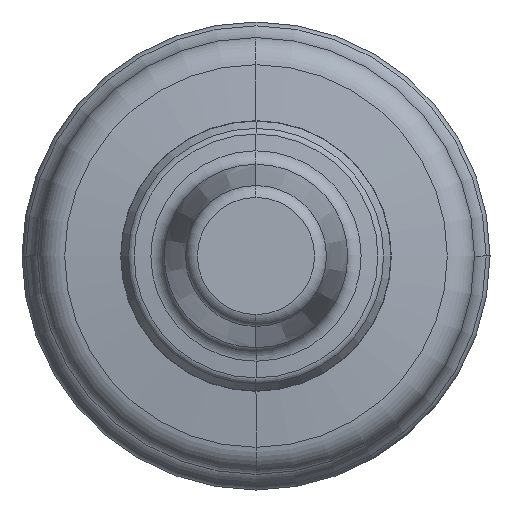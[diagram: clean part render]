
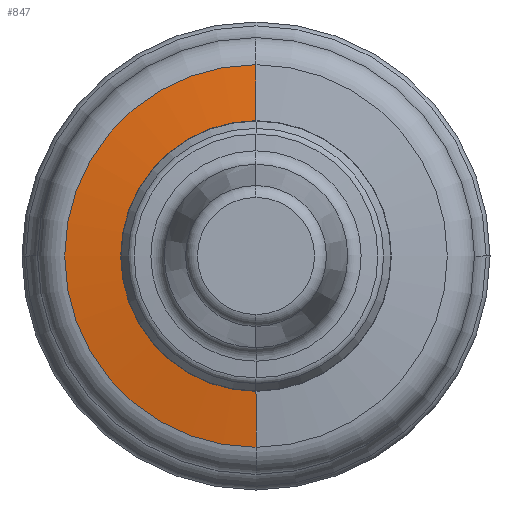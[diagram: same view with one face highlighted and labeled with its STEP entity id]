
A CAD part, front view. The second image highlights one B-rep face of the part: STEP entity #847.
In plain terms, the highlighted conical face has half-angle 82.5 degrees and reference radius 10.468 mm.
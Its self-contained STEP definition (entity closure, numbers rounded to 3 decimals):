
#205=CARTESIAN_POINT('',(0.,-95.17,0.));
#206=DIRECTION('',(0.,1.,0.));
#207=DIRECTION('',(0.,0.,-1.));
#208=AXIS2_PLACEMENT_3D('',#205,#206,#207);
#224=DIRECTION('',(0.,-0.131,-0.991));
#225=VECTOR('',#224,3.617);
#226=CARTESIAN_POINT('',(0.,-94.698,
12.261));
#227=LINE('',#226,#225);
#228=DIRECTION('',(0.,-0.131,0.991));
#229=VECTOR('',#228,3.617);
#230=CARTESIAN_POINT('',(0.,-94.698,
-12.261));
#231=LINE('',#230,#229);
#278=CARTESIAN_POINT('',(0.,-94.698,0.));
#279=DIRECTION('',(0.,-1.,0.));
#280=DIRECTION('',(0.,0.,1.));
#281=AXIS2_PLACEMENT_3D('',#278,#279,#280);
#478=CARTESIAN_POINT('',(0.,-94.698,
-12.261));
#480=VERTEX_POINT('',#478);
#482=CARTESIAN_POINT('',(0.,-94.698,
12.261));
#484=VERTEX_POINT('',#482);
#486=CARTESIAN_POINT('',(0.,-95.17,
-8.675));
#487=CARTESIAN_POINT('',(0.,-95.17,
8.675));
#488=VERTEX_POINT('',#486);
#489=VERTEX_POINT('',#487);
#833=CARTESIAN_POINT('',(0.,-94.934,0.));
#834=DIRECTION('',(0.,1.,0.));
#835=DIRECTION('',(0.,0.,1.));
#836=AXIS2_PLACEMENT_3D('',#833,#834,#835);
#837=CONICAL_SURFACE('',#836,10.468,82.5);
#838=ORIENTED_EDGE('',*,*,#801,.F.);
#840=ORIENTED_EDGE('',*,*,#839,.F.);
#842=ORIENTED_EDGE('',*,*,#841,.F.);
#844=ORIENTED_EDGE('',*,*,#843,.T.);
#845=EDGE_LOOP('',(#838,#840,#842,#844));
#846=FACE_OUTER_BOUND('',#845,.F.);
#847=ADVANCED_FACE('',(#846),#837,.T.);
#209=CIRCLE('',#208,8.675);
#282=CIRCLE('',#281,12.261);
#801=EDGE_CURVE('',#488,#489,#209,.T.);
#839=EDGE_CURVE('',#480,#488,#231,.T.);
#841=EDGE_CURVE('',#484,#480,#282,.T.);
#843=EDGE_CURVE('',#484,#489,#227,.T.);
